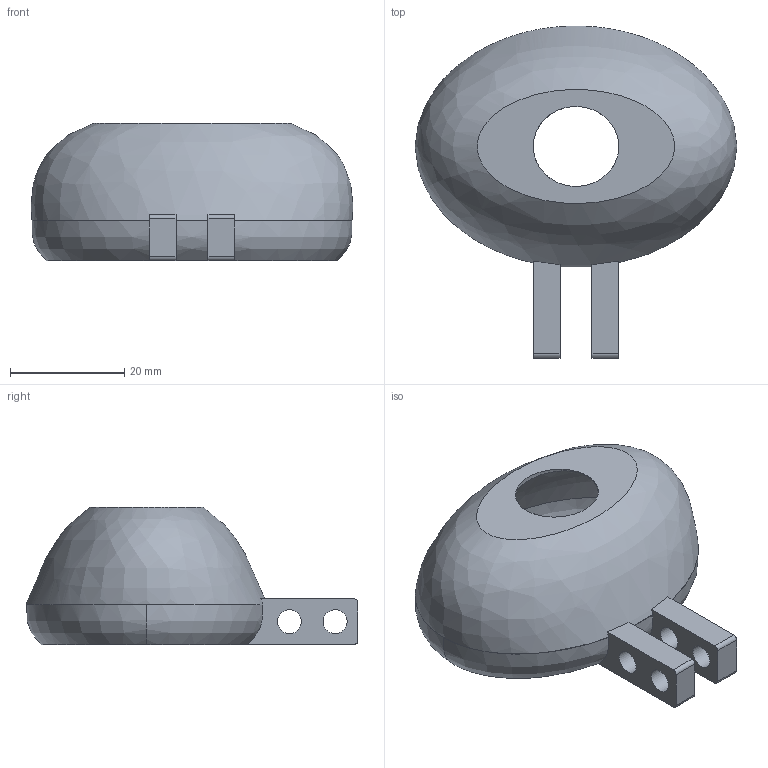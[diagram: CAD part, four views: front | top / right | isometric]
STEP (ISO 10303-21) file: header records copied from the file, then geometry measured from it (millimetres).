
FILE_DESCRIPTION(/* description */ ('STEP AP242 Edition 2','CAx-IF Rec.Pracs.---Representation and Presentation of Product Manufacturing Information (PMI)---4.0---2014-10-13','CAx-IF Rec.Pracs.---3D Tessellated Geometry---0.4---2014-09-14','2;1','CAx-IF Rec.Pracs.---User Defined Attributes---1.5---2016-08-15'),/* implementation_level */ '2;1');
FILE_NAME(/* name */ '6930c61c2aade48f1d40abb1',/* time_stamp */ '2025-12-03T23:22:04Z',/* author */ (''),/* organization */ (''),/* preprocessor_version */ 'ST-DEVELOPER v20',/* originating_system */ 'ONSHAPE BY PTC INC, 1.207',/* authorisation */ ' ');
FILE_SCHEMA (('AP242_MANAGED_MODEL_BASED_3D_ENGINEERING_MIM_LF { 1 0 10303 442 3 1 4 }'));
Length unit declared in the file: metre
Products named in the file (1): Cup
Bounding box: 56.37 x 58.13 x 24 mm (x, y, z)
Volume: 8500.3 mm3; surface area: 9104.9 mm2
Topology: 1 solids, 1 shells, 35 faces, 94 edges, 61 vertices
Faces by surface type: plane 16, bspline 11, cylinder 8
Full cylindrical faces by diameter (mm): 4.2 x4
Entity records: 2490 total; most frequent: CARTESIAN_POINT 1712, ORIENTED_EDGE 168, DIRECTION 116, EDGE_CURVE 84, VERTEX_POINT 58, EDGE_LOOP 52, FACE_BOUND 52, AXIS2_PLACEMENT_3D 46
